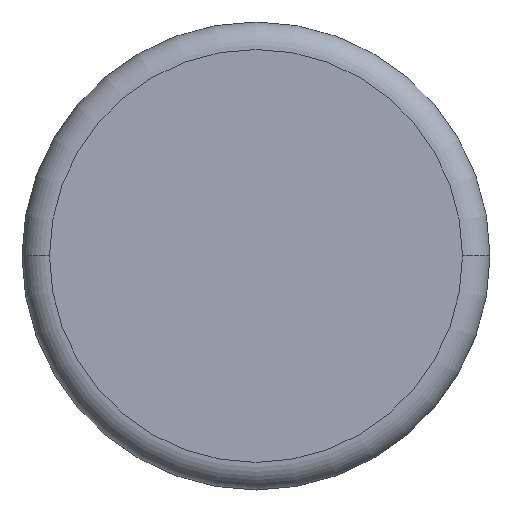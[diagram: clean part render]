
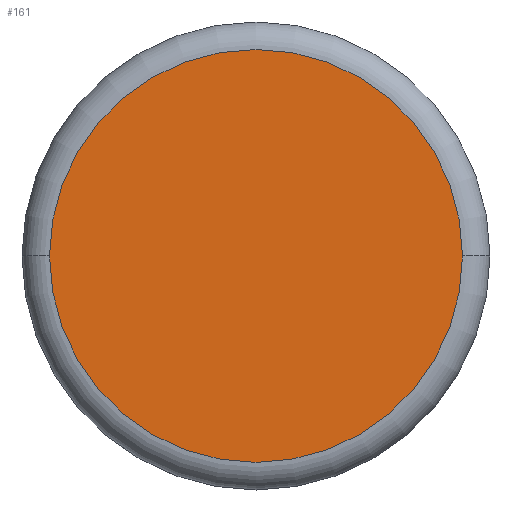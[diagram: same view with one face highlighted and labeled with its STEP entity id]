
A CAD part, top view. The second image highlights one B-rep face of the part: STEP entity #161.
In plain terms, the highlighted planar face has unit normal (0, 0, 1).
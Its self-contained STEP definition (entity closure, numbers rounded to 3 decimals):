
#158 = EDGE_LOOP ( 'NONE', ( #169, #168 ) ) ;
#161 = ADVANCED_FACE ( 'NONE', ( #733 ), #792, .F. ) ;
#162 = EDGE_CURVE ( 'NONE', #206, #316, #801, .T. ) ;
#168 = ORIENTED_EDGE ( 'NONE', *, *, #162, .F. ) ;
#169 = ORIENTED_EDGE ( 'NONE', *, *, #416, .F. ) ;
#206 = VERTEX_POINT ( 'NONE', #850 ) ;
#316 = VERTEX_POINT ( 'NONE', #984 ) ;
#416 = EDGE_CURVE ( 'NONE', #316, #206, #1180, .T. ) ;
#733 = FACE_OUTER_BOUND ( 'NONE', #158, .T. ) ;
#753 = DIRECTION ( 'NONE',  ( 0., 0., -1. ) ) ;
#754 = CARTESIAN_POINT ( 'NONE',  ( 0., 0., 43. ) ) ;
#755 = AXIS2_PLACEMENT_3D ( 'NONE', #754, #753, #897 ) ;
#791 = AXIS2_PLACEMENT_3D ( 'NONE', #835, #800, #799 ) ;
#792 = PLANE ( 'NONE',  #791 ) ;
#799 = DIRECTION ( 'NONE',  ( -1., 0., 0. ) ) ;
#800 = DIRECTION ( 'NONE',  ( 0., 0., -1. ) ) ;
#801 = CIRCLE ( 'NONE', #755, 7.5 ) ;
#835 = CARTESIAN_POINT ( 'NONE',  ( 0., 0., 43. ) ) ;
#850 = CARTESIAN_POINT ( 'NONE',  ( 7.5, 0., 43. ) ) ;
#897 = DIRECTION ( 'NONE',  ( -1., 0., 0. ) ) ;
#984 = CARTESIAN_POINT ( 'NONE',  ( -7.5, 0., 43. ) ) ;
#1101 = DIRECTION ( 'NONE',  ( -1., 0., 0. ) ) ;
#1102 = DIRECTION ( 'NONE',  ( 0., 0., -1. ) ) ;
#1103 = CARTESIAN_POINT ( 'NONE',  ( 0., 0., 43. ) ) ;
#1104 = AXIS2_PLACEMENT_3D ( 'NONE', #1103, #1102, #1101 ) ;
#1180 = CIRCLE ( 'NONE', #1104, 7.5 ) ;
